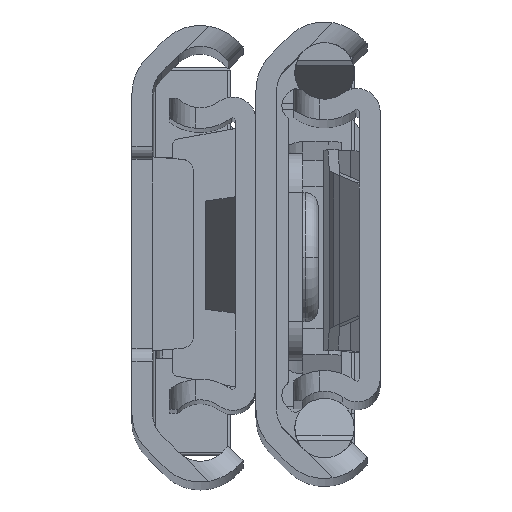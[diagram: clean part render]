
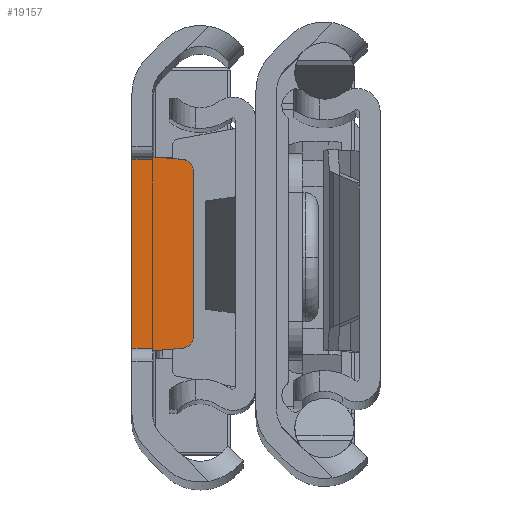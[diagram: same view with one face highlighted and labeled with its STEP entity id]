
A CAD part, top view. The second image highlights one B-rep face of the part: STEP entity #19157.
In plain terms, the highlighted planar face has unit normal (0, 0, 1).
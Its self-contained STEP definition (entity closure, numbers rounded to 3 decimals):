
#230 = CARTESIAN_POINT ( 'NONE',  ( 3.884, -7.307, -3.9 ) ) ;
#383 = DIRECTION ( 'NONE',  ( 0., 0., 1. ) ) ;
#385 = DIRECTION ( 'NONE',  ( 0., 0., 1. ) ) ;
#601 = EDGE_CURVE ( 'NONE', #5253, #14290, #4549, .T. ) ;
#1223 = DIRECTION ( 'NONE',  ( 0., 0., 1. ) ) ;
#1256 = CARTESIAN_POINT ( 'NONE',  ( 3.884, 7.307, -3.9 ) ) ;
#1545 = DIRECTION ( 'NONE',  ( -1., 0., 0. ) ) ;
#1761 = ORIENTED_EDGE ( 'NONE', *, *, #11441, .F. ) ;
#2259 = ORIENTED_EDGE ( 'NONE', *, *, #601, .T. ) ;
#2936 = DIRECTION ( 'NONE',  ( -1., 0., 0. ) ) ;
#3294 = CARTESIAN_POINT ( 'NONE',  ( 4.8, 7.23, -3.9 ) ) ;
#3463 = PLANE ( 'NONE',  #4231 ) ;
#4084 = CARTESIAN_POINT ( 'NONE',  ( 4.8, -7.23, -3.9 ) ) ;
#4231 = AXIS2_PLACEMENT_3D ( 'NONE', #8089, #385, #11367 ) ;
#4325 = VERTEX_POINT ( 'NONE', #18360 ) ;
#4472 = LINE ( 'NONE', #12188, #10472 ) ;
#4549 = LINE ( 'NONE', #12667, #6438 ) ;
#4606 = ORIENTED_EDGE ( 'NONE', *, *, #8246, .T. ) ;
#4817 = ORIENTED_EDGE ( 'NONE', *, *, #10578, .T. ) ;
#4841 = LINE ( 'NONE', #3294, #10956 ) ;
#5203 = DIRECTION ( 'NONE',  ( 0., -1., 0. ) ) ;
#5253 = VERTEX_POINT ( 'NONE', #1256 ) ;
#5737 = VECTOR ( 'NONE', #16463, 1000. ) ;
#5958 = AXIS2_PLACEMENT_3D ( 'NONE', #19261, #383, #5203 ) ;
#6438 = VECTOR ( 'NONE', #15546, 1000. ) ;
#6478 = CARTESIAN_POINT ( 'NONE',  ( 8.601, -7.5, -3.9 ) ) ;
#6929 = LINE ( 'NONE', #11543, #5737 ) ;
#7306 = DIRECTION ( 'NONE',  ( 0., -1., 0. ) ) ;
#8089 = CARTESIAN_POINT ( 'NONE',  ( 8.601, 7.5, -3.9 ) ) ;
#8246 = EDGE_CURVE ( 'NONE', #12238, #5253, #16338, .T. ) ;
#8901 = CIRCLE ( 'NONE', #5958, 1. ) ;
#9584 = DIRECTION ( 'NONE',  ( 0., 1., 0. ) ) ;
#10472 = VECTOR ( 'NONE', #2936, 1000. ) ;
#10578 = EDGE_CURVE ( 'NONE', #18216, #12238, #4841, .T. ) ;
#10912 = VERTEX_POINT ( 'NONE', #18880 ) ;
#10956 = VECTOR ( 'NONE', #9584, 1000. ) ;
#11367 = DIRECTION ( 'NONE',  ( 0., -1., 0. ) ) ;
#11441 = EDGE_CURVE ( 'NONE', #10912, #4325, #6929, .T. ) ;
#11543 = CARTESIAN_POINT ( 'NONE',  ( 0., 7.5, -3.9 ) ) ;
#11603 = ORIENTED_EDGE ( 'NONE', *, *, #18514, .F. ) ;
#11789 = VECTOR ( 'NONE', #1545, 1000. ) ;
#12188 = CARTESIAN_POINT ( 'NONE',  ( 8.601, 7.5, -3.9 ) ) ;
#12205 = DIRECTION ( 'NONE',  ( 0.996, 0.084, 0. ) ) ;
#12238 = VERTEX_POINT ( 'NONE', #14173 ) ;
#12667 = CARTESIAN_POINT ( 'NONE',  ( 1.6, 7.5, -3.9 ) ) ;
#13756 = CARTESIAN_POINT ( 'NONE',  ( 1.6, -7.5, -3.9 ) ) ;
#13920 = EDGE_CURVE ( 'NONE', #20247, #20127, #19995, .T. ) ;
#13984 = LINE ( 'NONE', #6478, #11789 ) ;
#14173 = CARTESIAN_POINT ( 'NONE',  ( 4.8, 6.311, -3.9 ) ) ;
#14290 = VERTEX_POINT ( 'NONE', #14741 ) ;
#14741 = CARTESIAN_POINT ( 'NONE',  ( 1.6, 7.5, -3.9 ) ) ;
#14756 = FACE_OUTER_BOUND ( 'NONE', #15406, .T. ) ;
#15406 = EDGE_LOOP ( 'NONE', ( #17081, #15789, #4817, #4606, #2259, #17142, #1761, #11603 ) ) ;
#15546 = DIRECTION ( 'NONE',  ( -0.996, 0.084, 0. ) ) ;
#15639 = CARTESIAN_POINT ( 'NONE',  ( 4.8, -6.311, -3.9 ) ) ;
#15789 = ORIENTED_EDGE ( 'NONE', *, *, #16614, .T. ) ;
#16338 = CIRCLE ( 'NONE', #19291, 1. ) ;
#16463 = DIRECTION ( 'NONE',  ( 0., 1., 0. ) ) ;
#16614 = EDGE_CURVE ( 'NONE', #20127, #18216, #8901, .T. ) ;
#17081 = ORIENTED_EDGE ( 'NONE', *, *, #13920, .T. ) ;
#17142 = ORIENTED_EDGE ( 'NONE', *, *, #19529, .T. ) ;
#18216 = VERTEX_POINT ( 'NONE', #15639 ) ;
#18276 = CARTESIAN_POINT ( 'NONE',  ( 3.8, 6.311, -3.9 ) ) ;
#18360 = CARTESIAN_POINT ( 'NONE',  ( 0., 7.5, -3.9 ) ) ;
#18514 = EDGE_CURVE ( 'NONE', #20247, #10912, #13984, .T. ) ;
#18880 = CARTESIAN_POINT ( 'NONE',  ( 0., -7.5, -3.9 ) ) ;
#19157 = ADVANCED_FACE ( 'NONE', ( #14756 ), #3463, .T. ) ;
#19261 = CARTESIAN_POINT ( 'NONE',  ( 3.8, -6.311, -3.9 ) ) ;
#19291 = AXIS2_PLACEMENT_3D ( 'NONE', #18276, #1223, #7306 ) ;
#19529 = EDGE_CURVE ( 'NONE', #14290, #4325, #4472, .T. ) ;
#19995 = LINE ( 'NONE', #4084, #20010 ) ;
#20010 = VECTOR ( 'NONE', #12205, 1000. ) ;
#20127 = VERTEX_POINT ( 'NONE', #230 ) ;
#20247 = VERTEX_POINT ( 'NONE', #13756 ) ;
